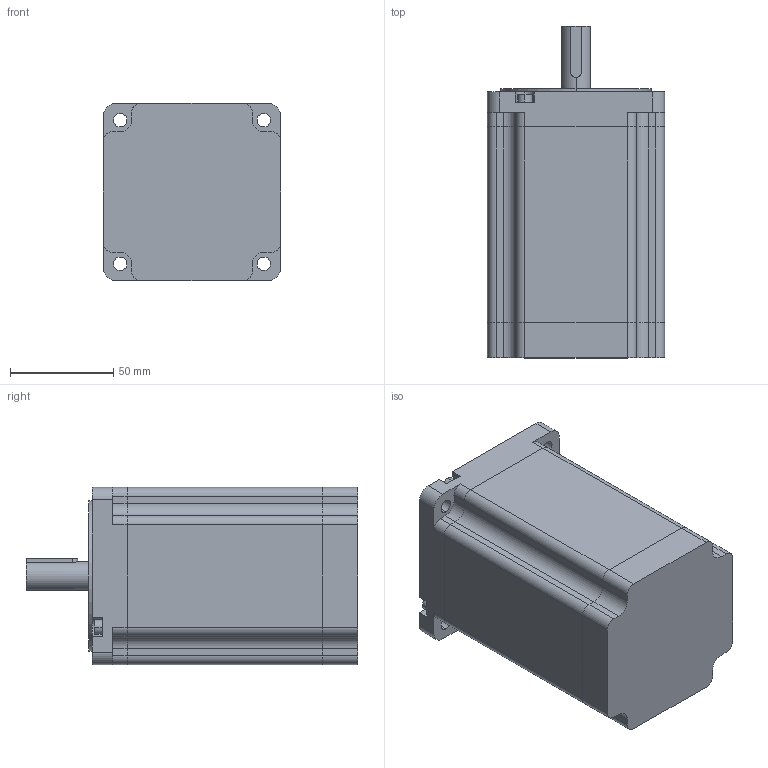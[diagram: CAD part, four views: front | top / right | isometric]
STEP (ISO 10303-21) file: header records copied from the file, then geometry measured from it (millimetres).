
FILE_DESCRIPTION (( 'STEP AP214' ), '1' );
FILE_NAME ('86BM70(86HB129-K1432-001).STEP', '2021-07-09T03:27:37', ( '' ), ( '' ), 'SwSTEP 2.0', 'SolidWorks 2020', '' );
FILE_SCHEMA (( 'AUTOMOTIVE_DESIGN' ));
Length unit declared in the file: millimetre
Products named in the file (6): 86A8S4隅赽; 86A8S4傷裔; 86瑩; 蹟佪; 86A4S4菁釱; 86BM70(86HB129-K1432-001)
Assembly tree (8 placements, depth 2):
  86BM70(86HB129-K1432-001)
    86A8S4隅赽
    86A4S4菁釱
    86A8S4傷裔
    蹟佪  x4
    86瑩
Bounding box: 86 x 161 x 86 mm (x, y, z)
Volume: 351286.1 mm3; surface area: 111080 mm2
Topology: 8 solids, 9 shells, 277 faces, 713 edges, 473 vertices
Faces by surface type: plane 145, cylinder 124, torus 8
Entity records: 6759 total; most frequent: DIRECTION 1187, CARTESIAN_POINT 1155, ORIENTED_EDGE 1078, EDGE_CURVE 539, AXIS2_PLACEMENT_3D 433, VERTEX_POINT 359, LINE 321, VECTOR 321
